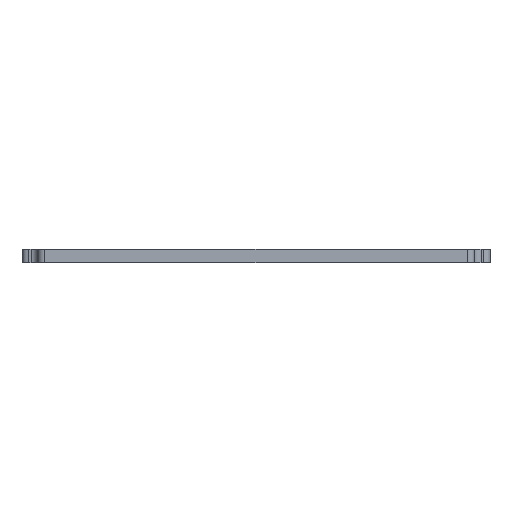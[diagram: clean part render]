
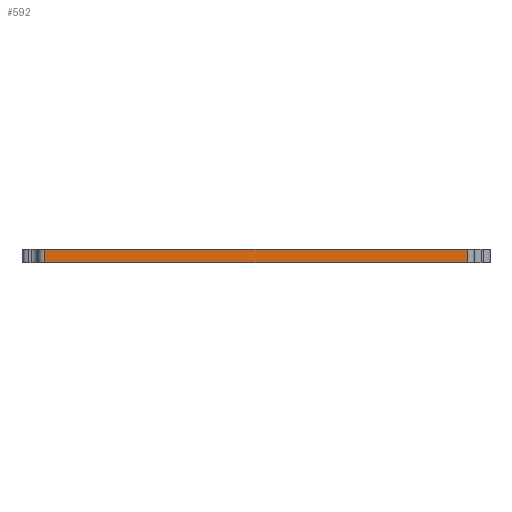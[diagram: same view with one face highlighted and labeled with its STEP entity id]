
A CAD part, front view. The second image highlights one B-rep face of the part: STEP entity #592.
In plain terms, the highlighted planar face has unit normal (0, -1, 0).
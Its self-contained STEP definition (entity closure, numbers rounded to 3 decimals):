
#34=PLANE('',#668);
#64=FACE_OUTER_BOUND('',#102,.T.);
#102=EDGE_LOOP('',(#537,#538,#539,#540));
#109=LINE('',#879,#161);
#114=LINE('',#891,#166);
#138=LINE('',#982,#190);
#156=LINE('',#1016,#208);
#161=VECTOR('',#705,10.);
#166=VECTOR('',#716,10.);
#190=VECTOR('',#792,10.);
#208=VECTOR('',#842,10.);
#250=VERTEX_POINT('',#876);
#251=VERTEX_POINT('',#878);
#255=VERTEX_POINT('',#890);
#296=VERTEX_POINT('',#980);
#310=EDGE_CURVE('',#250,#251,#109,.T.);
#316=EDGE_CURVE('',#255,#251,#114,.T.);
#362=EDGE_CURVE('',#296,#250,#138,.T.);
#380=EDGE_CURVE('',#255,#296,#156,.T.);
#537=ORIENTED_EDGE('',*,*,#310,.F.);
#538=ORIENTED_EDGE('',*,*,#362,.F.);
#539=ORIENTED_EDGE('',*,*,#380,.F.);
#540=ORIENTED_EDGE('',*,*,#316,.T.);
#592=ADVANCED_FACE('',(#64),#34,.T.);
#668=AXIS2_PLACEMENT_3D('',#1017,#843,#844);
#705=DIRECTION('',(0.,0.,-1.));
#716=DIRECTION('',(1.,0.,0.));
#792=DIRECTION('',(1.,0.,0.));
#842=DIRECTION('',(0.,0.,1.));
#843=DIRECTION('center_axis',(0.,-1.,0.));
#844=DIRECTION('ref_axis',(1.,0.,0.));
#876=CARTESIAN_POINT('',(197.621,154.434,-163.404));
#878=CARTESIAN_POINT('',(197.621,154.434,-166.404));
#879=CARTESIAN_POINT('',(197.621,154.434,-156.154));
#890=CARTESIAN_POINT('',(103.621,154.434,-166.404));
#891=CARTESIAN_POINT('',(98.621,154.434,-166.404));
#980=CARTESIAN_POINT('',(103.621,154.434,-163.404));
#982=CARTESIAN_POINT('',(98.621,154.434,-163.404));
#1016=CARTESIAN_POINT('',(103.621,154.434,-156.154));
#1017=CARTESIAN_POINT('Origin',(98.621,154.434,-166.404));
